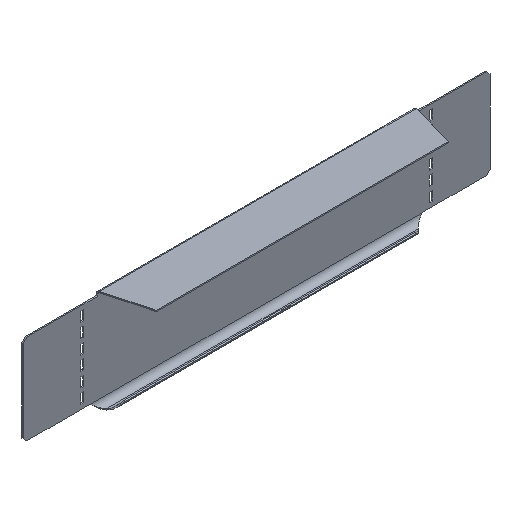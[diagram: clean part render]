
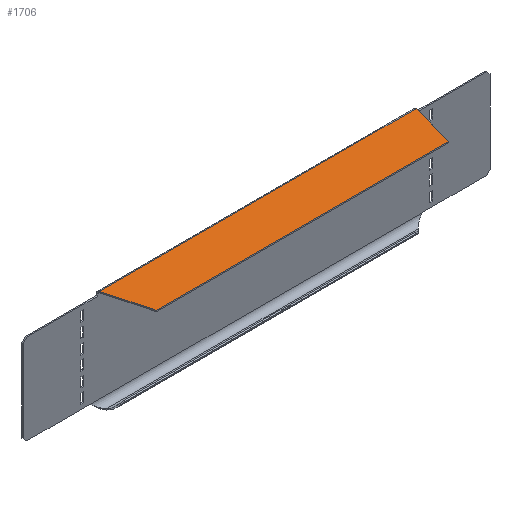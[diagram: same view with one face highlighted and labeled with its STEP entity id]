
A CAD part, isometric view. The second image highlights one B-rep face of the part: STEP entity #1706.
In plain terms, the highlighted planar face has unit normal (0, 0, 1).
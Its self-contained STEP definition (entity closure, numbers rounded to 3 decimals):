
#339=DIRECTION('',(0.259,0.966,0.));
#340=VECTOR('',#339,39.341);
#341=CARTESIAN_POINT('',(123.746,-40.001,-38.2));
#342=LINE('',#341,#340);
#343=DIRECTION('',(0.259,-0.966,0.));
#344=VECTOR('',#343,39.341);
#345=CARTESIAN_POINT('',(-133.928,-2.,-38.2));
#346=LINE('',#345,#344);
#351=CARTESIAN_POINT('',(133.928,-2.,-38.2));
#359=DIRECTION('',(1.,0.,0.));
#360=VECTOR('',#359,267.857);
#361=CARTESIAN_POINT('',(-133.928,-2.,-38.2));
#362=LINE('',#361,#360);
#369=CARTESIAN_POINT('',(-133.928,-2.,-38.2));
#499=DIRECTION('',(-1.,0.,0.));
#500=VECTOR('',#499,247.492);
#501=CARTESIAN_POINT('',(123.746,-40.001,-38.2));
#502=LINE('',#501,#500);
#1081=VERTEX_POINT('',#369);
#1083=VERTEX_POINT('',#351);
#1117=CARTESIAN_POINT('',(123.746,-40.001,-38.2));
#1118=VERTEX_POINT('',#1117);
#1119=CARTESIAN_POINT('',(-123.746,-40.001,-38.2));
#1120=VERTEX_POINT('',#1119);
#1692=CARTESIAN_POINT('',(0.,-40.001,-38.2));
#1693=DIRECTION('',(0.,0.,-1.));
#1694=DIRECTION('',(0.,1.,0.));
#1695=AXIS2_PLACEMENT_3D('',#1692,#1693,#1694);
#1696=PLANE('',#1695);
#1698=ORIENTED_EDGE('',*,*,#1697,.T.);
#1700=ORIENTED_EDGE('',*,*,#1699,.F.);
#1702=ORIENTED_EDGE('',*,*,#1701,.T.);
#1703=ORIENTED_EDGE('',*,*,#1682,.F.);
#1704=EDGE_LOOP('',(#1698,#1700,#1702,#1703));
#1705=FACE_OUTER_BOUND('',#1704,.F.);
#1706=ADVANCED_FACE('',(#1705),#1696,.F.);
#1682=EDGE_CURVE('',#1081,#1120,#346,.T.);
#1697=EDGE_CURVE('',#1081,#1083,#362,.T.);
#1699=EDGE_CURVE('',#1118,#1083,#342,.T.);
#1701=EDGE_CURVE('',#1118,#1120,#502,.T.);
